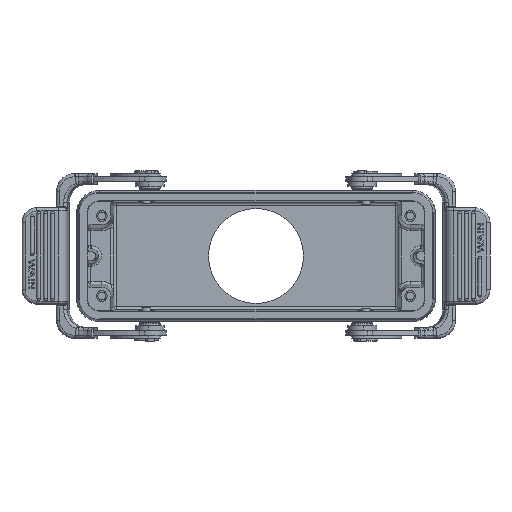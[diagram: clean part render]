
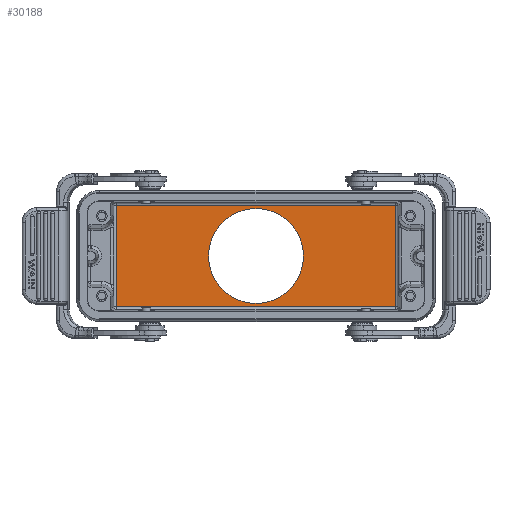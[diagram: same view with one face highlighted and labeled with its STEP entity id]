
A CAD part, front view. The second image highlights one B-rep face of the part: STEP entity #30188.
In plain terms, the highlighted planar face has unit normal (0, -1, 0).
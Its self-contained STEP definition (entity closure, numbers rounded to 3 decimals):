
#3367=DIRECTION('',(0.,0.,1.));
#3368=VECTOR('',#3367,34.27);
#3369=CARTESIAN_POINT('',(47.,52.,-17.135));
#3370=LINE('',#3369,#3368);
#3390=DIRECTION('',(-1.,0.,0.));
#3391=VECTOR('',#3390,94.);
#3392=CARTESIAN_POINT('',(47.,52.,17.135));
#3393=LINE('',#3392,#3391);
#3409=DIRECTION('',(0.,0.,-1.));
#3410=VECTOR('',#3409,34.27);
#3411=CARTESIAN_POINT('',(-47.,52.,17.135));
#3412=LINE('',#3411,#3410);
#3417=CARTESIAN_POINT('',(0.,52.,0.));
#3418=DIRECTION('',(0.,-1.,0.));
#3419=DIRECTION('',(-1.,0.,0.));
#3420=AXIS2_PLACEMENT_3D('',#3417,#3418,#3419);
#3422=CARTESIAN_POINT('',(0.,52.,0.));
#3423=DIRECTION('',(0.,-1.,0.));
#3424=DIRECTION('',(1.,0.,0.));
#3425=AXIS2_PLACEMENT_3D('',#3422,#3423,#3424);
#3427=DIRECTION('',(1.,0.,0.));
#3428=VECTOR('',#3427,94.);
#3429=CARTESIAN_POINT('',(-47.,52.,-17.135));
#3430=LINE('',#3429,#3428);
#23650=CARTESIAN_POINT('',(-47.,52.,17.135));
#23651=VERTEX_POINT('',#23650);
#23652=CARTESIAN_POINT('',(-47.,52.,-17.135));
#23653=VERTEX_POINT('',#23652);
#23656=CARTESIAN_POINT('',(47.,52.,17.135));
#23657=VERTEX_POINT('',#23656);
#23658=CARTESIAN_POINT('',(47.,52.,-17.135));
#23659=VERTEX_POINT('',#23658);
#23660=CARTESIAN_POINT('',(-16.,52.,0.));
#23661=CARTESIAN_POINT('',(16.,52.,0.));
#23662=VERTEX_POINT('',#23660);
#23663=VERTEX_POINT('',#23661);
#30170=CARTESIAN_POINT('',(57.,52.,-18.5));
#30171=DIRECTION('',(0.,1.,0.));
#30172=DIRECTION('',(1.,0.,0.));
#30173=AXIS2_PLACEMENT_3D('',#30170,#30171,#30172);
#30174=PLANE('',#30173);
#30175=ORIENTED_EDGE('',*,*,#30161,.F.);
#30176=ORIENTED_EDGE('',*,*,#30137,.F.);
#30177=ORIENTED_EDGE('',*,*,#30110,.F.);
#30179=ORIENTED_EDGE('',*,*,#30178,.F.);
#30180=EDGE_LOOP('',(#30175,#30176,#30177,#30179));
#30181=FACE_OUTER_BOUND('',#30180,.F.);
#30183=ORIENTED_EDGE('',*,*,#30182,.T.);
#30185=ORIENTED_EDGE('',*,*,#30184,.T.);
#30186=EDGE_LOOP('',(#30183,#30185));
#30187=FACE_BOUND('',#30186,.F.);
#30188=ADVANCED_FACE('',(#30181,#30187),#30174,.F.);
#3421=CIRCLE('',#3420,16.);
#3426=CIRCLE('',#3425,16.);
#30110=EDGE_CURVE('',#23659,#23657,#3370,.T.);
#30137=EDGE_CURVE('',#23657,#23651,#3393,.T.);
#30161=EDGE_CURVE('',#23651,#23653,#3412,.T.);
#30178=EDGE_CURVE('',#23653,#23659,#3430,.T.);
#30182=EDGE_CURVE('',#23662,#23663,#3421,.T.);
#30184=EDGE_CURVE('',#23663,#23662,#3426,.T.);
